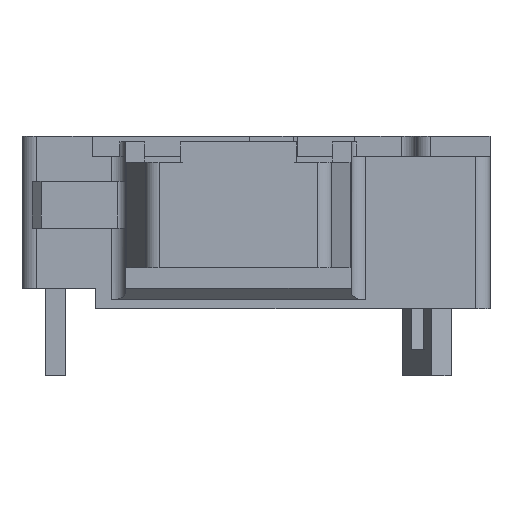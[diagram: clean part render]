
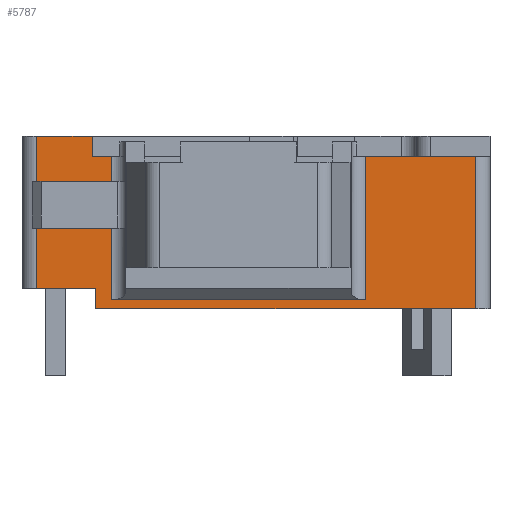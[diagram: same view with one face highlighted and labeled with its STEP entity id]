
A CAD part, front view. The second image highlights one B-rep face of the part: STEP entity #5787.
In plain terms, the highlighted planar face has unit normal (0, -1, 0).
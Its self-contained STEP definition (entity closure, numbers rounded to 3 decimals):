
#1313=DIRECTION('',(0.,0.,-1.));
#1314=VECTOR('',#1313,5.2);
#1315=CARTESIAN_POINT('',(-6.9,15.7,2.6));
#1316=LINE('',#1315,#1314);
#1320=DIRECTION('',(1.,0.,0.));
#1321=VECTOR('',#1320,3.75);
#1322=CARTESIAN_POINT('',(4.35,15.7,1.9));
#1323=LINE('',#1322,#1321);
#1327=DIRECTION('',(-1.,0.,0.));
#1328=VECTOR('',#1327,12.982);
#1329=CARTESIAN_POINT('',(8.1,15.7,-3.3));
#1330=LINE('',#1329,#1328);
#1334=DIRECTION('',(-0.026,0.,1.));
#1335=VECTOR('',#1334,0.7);
#1336=CARTESIAN_POINT('',(-4.882,15.7,-3.3));
#1337=LINE('',#1336,#1335);
#1341=DIRECTION('',(-1.,0.,0.));
#1342=VECTOR('',#1341,2.);
#1343=CARTESIAN_POINT('',(-4.9,15.7,-2.6));
#1344=LINE('',#1343,#1342);
#1348=DIRECTION('',(1.,0.,0.));
#1349=VECTOR('',#1348,1.9);
#1350=CARTESIAN_POINT('',(-6.9,15.7,2.6));
#1351=LINE('',#1350,#1349);
#1355=DIRECTION('',(0.,0.,-1.));
#1356=VECTOR('',#1355,0.7);
#1357=CARTESIAN_POINT('',(-5.,15.7,2.6));
#1358=LINE('',#1357,#1356);
#1362=DIRECTION('',(1.,0.,0.));
#1363=VECTOR('',#1362,0.65);
#1364=CARTESIAN_POINT('',(-5.,15.7,1.9));
#1365=LINE('',#1364,#1363);
#1369=DIRECTION('',(1.,0.,0.));
#1370=VECTOR('',#1369,1.4);
#1371=CARTESIAN_POINT('',(-6.55,15.7,-0.55));
#1372=LINE('',#1371,#1370);
#1376=DIRECTION('',(0.,0.,1.));
#1377=VECTOR('',#1376,1.6);
#1378=CARTESIAN_POINT('',(-5.15,15.7,-0.55));
#1379=LINE('',#1378,#1377);
#1383=DIRECTION('',(-1.,0.,0.));
#1384=VECTOR('',#1383,8.7);
#1385=CARTESIAN_POINT('',(4.35,15.7,-3.));
#1386=LINE('',#1385,#1384);
#1457=DIRECTION('',(0.,0.,1.));
#1458=VECTOR('',#1457,4.9);
#1459=CARTESIAN_POINT('',(-4.35,15.7,-3.));
#1460=LINE('',#1459,#1458);
#2222=DIRECTION('',(0.,0.,1.));
#2223=VECTOR('',#2222,5.2);
#2224=CARTESIAN_POINT('',(8.1,15.7,-3.3));
#2225=LINE('',#2224,#2223);
#2478=DIRECTION('',(0.,0.,-1.));
#2479=VECTOR('',#2478,4.9);
#2480=CARTESIAN_POINT('',(4.35,15.7,1.9));
#2481=LINE('',#2480,#2479);
#3186=DIRECTION('',(0.,0.,1.));
#3187=VECTOR('',#3186,1.6);
#3188=CARTESIAN_POINT('',(-6.55,15.7,-0.55));
#3189=LINE('',#3188,#3187);
#3200=DIRECTION('',(1.,0.,0.));
#3201=VECTOR('',#3200,1.4);
#3202=CARTESIAN_POINT('',(-6.55,15.7,1.05));
#3203=LINE('',#3202,#3201);
#4301=CARTESIAN_POINT('',(-5.,15.7,2.6));
#4302=VERTEX_POINT('',#4301);
#4303=CARTESIAN_POINT('',(-6.9,15.7,2.6));
#4304=VERTEX_POINT('',#4303);
#4399=CARTESIAN_POINT('',(-6.9,15.7,-2.6));
#4400=VERTEX_POINT('',#4399);
#4401=CARTESIAN_POINT('',(-4.9,15.7,-2.6));
#4402=VERTEX_POINT('',#4401);
#4507=CARTESIAN_POINT('',(4.35,15.7,-3.));
#4508=CARTESIAN_POINT('',(-4.35,15.7,-3.));
#4509=VERTEX_POINT('',#4507);
#4510=VERTEX_POINT('',#4508);
#4511=CARTESIAN_POINT('',(4.35,15.7,1.9));
#4512=VERTEX_POINT('',#4511);
#4513=CARTESIAN_POINT('',(8.1,15.7,1.9));
#4514=VERTEX_POINT('',#4513);
#4515=CARTESIAN_POINT('',(8.1,15.7,-3.3));
#4516=VERTEX_POINT('',#4515);
#4517=CARTESIAN_POINT('',(-4.882,15.7,-3.3));
#4518=VERTEX_POINT('',#4517);
#4519=CARTESIAN_POINT('',(-5.,15.7,1.9));
#4520=VERTEX_POINT('',#4519);
#4521=CARTESIAN_POINT('',(-4.35,15.7,1.9));
#4522=VERTEX_POINT('',#4521);
#4523=CARTESIAN_POINT('',(-6.55,15.7,-0.55));
#4524=CARTESIAN_POINT('',(-5.15,15.7,-0.55));
#4525=VERTEX_POINT('',#4523);
#4526=VERTEX_POINT('',#4524);
#4527=CARTESIAN_POINT('',(-5.15,15.7,1.05));
#4528=VERTEX_POINT('',#4527);
#4529=CARTESIAN_POINT('',(-6.55,15.7,1.05));
#4530=VERTEX_POINT('',#4529);
#5749=CARTESIAN_POINT('',(-6.9,15.7,-2.6));
#5750=DIRECTION('',(0.,-1.,0.));
#5751=DIRECTION('',(1.,0.,0.));
#5752=AXIS2_PLACEMENT_3D('',#5749,#5750,#5751);
#5753=PLANE('',#5752);
#5755=ORIENTED_EDGE('',*,*,#5754,.F.);
#5757=ORIENTED_EDGE('',*,*,#5756,.F.);
#5759=ORIENTED_EDGE('',*,*,#5758,.T.);
#5761=ORIENTED_EDGE('',*,*,#5760,.F.);
#5763=ORIENTED_EDGE('',*,*,#5762,.T.);
#5765=ORIENTED_EDGE('',*,*,#5764,.T.);
#5766=ORIENTED_EDGE('',*,*,#5303,.T.);
#5767=ORIENTED_EDGE('',*,*,#5744,.F.);
#5768=ORIENTED_EDGE('',*,*,#5121,.T.);
#5770=ORIENTED_EDGE('',*,*,#5769,.T.);
#5772=ORIENTED_EDGE('',*,*,#5771,.T.);
#5774=ORIENTED_EDGE('',*,*,#5773,.F.);
#5775=EDGE_LOOP('',(#5755,#5757,#5759,#5761,#5763,#5765,#5766,#5767,#5768,#5770,
#5772,#5774));
#5776=FACE_OUTER_BOUND('',#5775,.F.);
#5778=ORIENTED_EDGE('',*,*,#5777,.T.);
#5780=ORIENTED_EDGE('',*,*,#5779,.T.);
#5782=ORIENTED_EDGE('',*,*,#5781,.F.);
#5784=ORIENTED_EDGE('',*,*,#5783,.F.);
#5785=EDGE_LOOP('',(#5778,#5780,#5782,#5784));
#5786=FACE_BOUND('',#5785,.F.);
#5121=EDGE_CURVE('',#4304,#4302,#1351,.T.);
#5303=EDGE_CURVE('',#4402,#4400,#1344,.T.);
#5744=EDGE_CURVE('',#4304,#4400,#1316,.T.);
#5754=EDGE_CURVE('',#4509,#4510,#1386,.T.);
#5756=EDGE_CURVE('',#4512,#4509,#2481,.T.);
#5758=EDGE_CURVE('',#4512,#4514,#1323,.T.);
#5760=EDGE_CURVE('',#4516,#4514,#2225,.T.);
#5762=EDGE_CURVE('',#4516,#4518,#1330,.T.);
#5764=EDGE_CURVE('',#4518,#4402,#1337,.T.);
#5769=EDGE_CURVE('',#4302,#4520,#1358,.T.);
#5771=EDGE_CURVE('',#4520,#4522,#1365,.T.);
#5773=EDGE_CURVE('',#4510,#4522,#1460,.T.);
#5777=EDGE_CURVE('',#4525,#4526,#1372,.T.);
#5779=EDGE_CURVE('',#4526,#4528,#1379,.T.);
#5781=EDGE_CURVE('',#4530,#4528,#3203,.T.);
#5783=EDGE_CURVE('',#4525,#4530,#3189,.T.);
#5787=ADVANCED_FACE('',(#5776,#5786),#5753,.T.);
